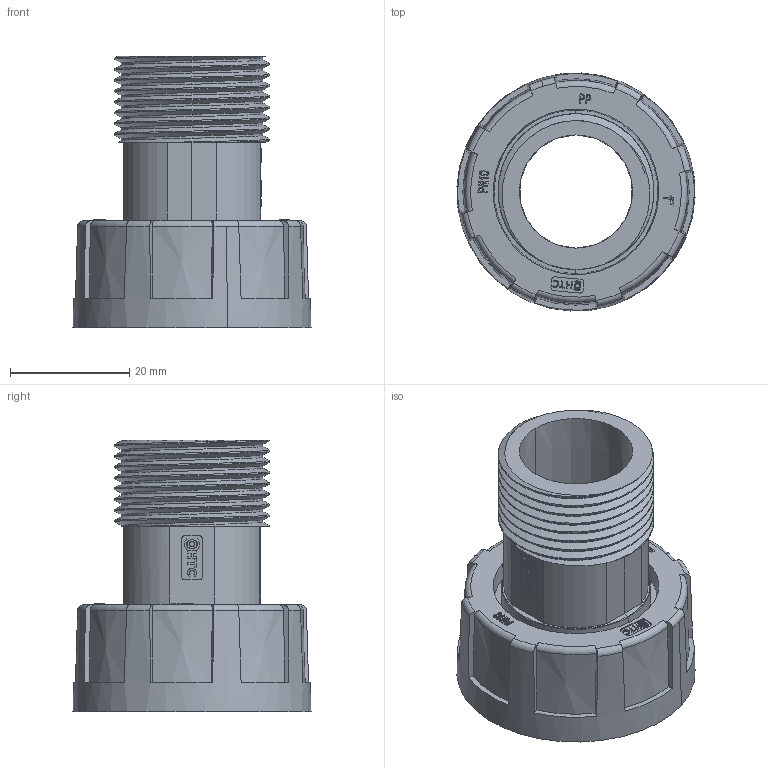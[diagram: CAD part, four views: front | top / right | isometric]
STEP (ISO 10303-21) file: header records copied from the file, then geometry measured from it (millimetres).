
FILE_DESCRIPTION (( 'STEP AP214' ), '1' );
FILE_NAME ('蚾饜极 3-4.STEP', '2025-07-08T05:45:45', ( '' ), ( '' ), 'SwSTEP 2.0', 'SolidWorks 2023', '' );
FILE_SCHEMA (( 'AUTOMOTIVE_DESIGN' ));
Length unit declared in the file: millimetre
Products named in the file (4): 螺帽4; PF0606 3-4; 2023-089; 装配体 3-4
Assembly tree (3 placements, depth 2):
  装配体 3-4
    PF0606 3-4
    2023-089
    螺帽4
Bounding box: 39.95 x 39.95 x 45.66 mm (x, y, z)
Volume: 14509.3 mm3; surface area: 14046.3 mm2
Topology: 3 solids, 3 shells, 599 faces, 1562 edges, 1023 vertices
Faces by surface type: plane 343, cylinder 132, bspline 52, cone 38, torus 31, sphere 3
Entity records: 27161 total; most frequent: CARTESIAN_POINT 13090, ORIENTED_EDGE 3112, DIRECTION 2556, EDGE_CURVE 1556, VERTEX_POINT 1023, AXIS2_PLACEMENT_3D 865, VECTOR 826, LINE 826
